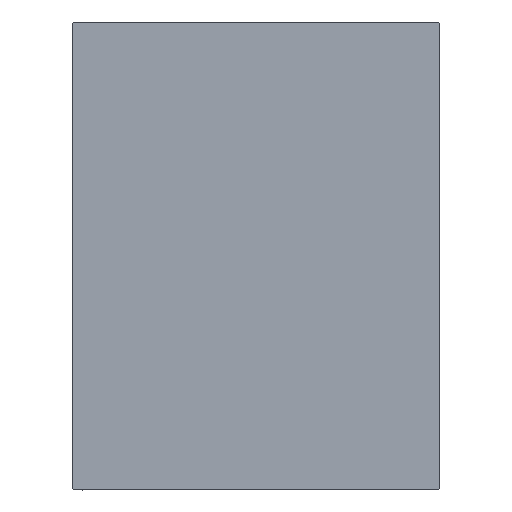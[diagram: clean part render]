
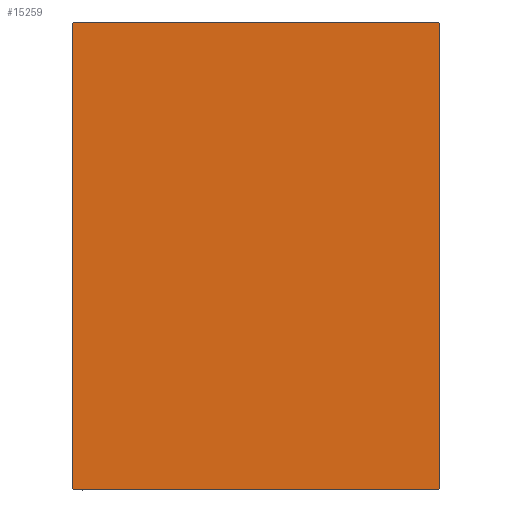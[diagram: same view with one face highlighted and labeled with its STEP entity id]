
A CAD part, left-side view. The second image highlights one B-rep face of the part: STEP entity #15259.
In plain terms, the highlighted face is planar.
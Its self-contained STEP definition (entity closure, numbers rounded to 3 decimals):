
#214 = DIRECTION ( 'NONE',  ( 0., 0., 1. ) ) ;
#642 = AXIS2_PLACEMENT_3D ( 'NONE', #12098, #22969, #28992 ) ;
#1955 = CARTESIAN_POINT ( 'NONE',  ( 173., 62.35, 62.35 ) ) ;
#2566 = CARTESIAN_POINT ( 'NONE',  ( 173., -55., -69.7 ) ) ;
#2861 = EDGE_CURVE ( 'NONE', #39633, #35371, #41048, .T. ) ;
#2877 = EDGE_CURVE ( 'NONE', #42800, #39633, #37500, .T. ) ;
#2963 = EDGE_CURVE ( 'NONE', #35371, #16548, #18401, .T. ) ;
#3168 = DIRECTION ( 'NONE',  ( 0., 1., 0. ) ) ;
#4052 = EDGE_LOOP ( 'NONE', ( #39928, #25687, #43034, #15390, #15678, #21848, #31569, #9311 ) ) ;
#4226 = CARTESIAN_POINT ( 'NONE',  ( 173., -55., 69.7 ) ) ;
#4377 = VECTOR ( 'NONE', #31941, 1000. ) ;
#4737 = EDGE_CURVE ( 'NONE', #38552, #18121, #42770, .T. ) ;
#5775 = VECTOR ( 'NONE', #214, 1000. ) ;
#6476 = CARTESIAN_POINT ( 'NONE',  ( 173., -55., -70. ) ) ;
#7531 = CARTESIAN_POINT ( 'NONE',  ( 173., 55., -70. ) ) ;
#7924 = VECTOR ( 'NONE', #40832, 1000. ) ;
#8985 = FACE_OUTER_BOUND ( 'NONE', #4052, .T. ) ;
#9311 = ORIENTED_EDGE ( 'NONE', *, *, #25914, .T. ) ;
#9731 = CARTESIAN_POINT ( 'NONE',  ( 173., -54.7, 70. ) ) ;
#10004 = CARTESIAN_POINT ( 'NONE',  ( 173., -62.35, 62.35 ) ) ;
#11396 = EDGE_CURVE ( 'NONE', #43886, #38552, #37091, .T. ) ;
#11715 = DIRECTION ( 'NONE',  ( 0., 0., -1. ) ) ;
#12098 = CARTESIAN_POINT ( 'NONE',  ( 173., 0., 0. ) ) ;
#14639 = CARTESIAN_POINT ( 'NONE',  ( 173., 54.7, -70. ) ) ;
#15259 = ADVANCED_FACE ( 'NONE', ( #8985 ), #15873, .T. ) ;
#15390 = ORIENTED_EDGE ( 'NONE', *, *, #2963, .T. ) ;
#15678 = ORIENTED_EDGE ( 'NONE', *, *, #31408, .T. ) ;
#15873 = PLANE ( 'NONE',  #642 ) ;
#16531 = DIRECTION ( 'NONE',  ( 0., -1., 0. ) ) ;
#16548 = VERTEX_POINT ( 'NONE', #32924 ) ;
#18121 = VERTEX_POINT ( 'NONE', #2566 ) ;
#18401 = LINE ( 'NONE', #1955, #4377 ) ;
#18690 = VECTOR ( 'NONE', #3168, 1000. ) ;
#18989 = CARTESIAN_POINT ( 'NONE',  ( 173., 55., -69.7 ) ) ;
#19035 = CARTESIAN_POINT ( 'NONE',  ( 173., -55., 70. ) ) ;
#19865 = CARTESIAN_POINT ( 'NONE',  ( 173., 55., 70. ) ) ;
#20706 = DIRECTION ( 'NONE',  ( 0., 0.707, -0.707 ) ) ;
#20946 = VERTEX_POINT ( 'NONE', #42713 ) ;
#21848 = ORIENTED_EDGE ( 'NONE', *, *, #11396, .T. ) ;
#22969 = DIRECTION ( 'NONE',  ( 1., 0., 0. ) ) ;
#24767 = VECTOR ( 'NONE', #29995, 1000. ) ;
#25687 = ORIENTED_EDGE ( 'NONE', *, *, #2877, .T. ) ;
#25914 = EDGE_CURVE ( 'NONE', #18121, #20946, #27808, .T. ) ;
#27808 = LINE ( 'NONE', #37352, #42718 ) ;
#28992 = DIRECTION ( 'NONE',  ( 0., 0., -1. ) ) ;
#29995 = DIRECTION ( 'NONE',  ( 0., -0.707, -0.707 ) ) ;
#29996 = VECTOR ( 'NONE', #16531, 1000. ) ;
#31076 = CARTESIAN_POINT ( 'NONE',  ( 173., 62.35, -62.35 ) ) ;
#31408 = EDGE_CURVE ( 'NONE', #16548, #43886, #37615, .T. ) ;
#31569 = ORIENTED_EDGE ( 'NONE', *, *, #4737, .T. ) ;
#31869 = EDGE_CURVE ( 'NONE', #20946, #42800, #36892, .T. ) ;
#31941 = DIRECTION ( 'NONE',  ( 0., -0.707, 0.707 ) ) ;
#32924 = CARTESIAN_POINT ( 'NONE',  ( 173., 54.7, 70. ) ) ;
#32966 = CARTESIAN_POINT ( 'NONE',  ( 173., 55., 69.7 ) ) ;
#35371 = VERTEX_POINT ( 'NONE', #32966 ) ;
#36892 = LINE ( 'NONE', #6476, #18690 ) ;
#37091 = LINE ( 'NONE', #10004, #24767 ) ;
#37352 = CARTESIAN_POINT ( 'NONE',  ( 173., -62.35, -62.35 ) ) ;
#37500 = LINE ( 'NONE', #31076, #7924 ) ;
#37615 = LINE ( 'NONE', #19865, #29996 ) ;
#38552 = VERTEX_POINT ( 'NONE', #4226 ) ;
#39633 = VERTEX_POINT ( 'NONE', #18989 ) ;
#39928 = ORIENTED_EDGE ( 'NONE', *, *, #31869, .T. ) ;
#39932 = VECTOR ( 'NONE', #11715, 1000. ) ;
#40832 = DIRECTION ( 'NONE',  ( 0., 0.707, 0.707 ) ) ;
#41048 = LINE ( 'NONE', #7531, #5775 ) ;
#42713 = CARTESIAN_POINT ( 'NONE',  ( 173., -54.7, -70. ) ) ;
#42718 = VECTOR ( 'NONE', #20706, 1000. ) ;
#42770 = LINE ( 'NONE', #19035, #39932 ) ;
#42800 = VERTEX_POINT ( 'NONE', #14639 ) ;
#43034 = ORIENTED_EDGE ( 'NONE', *, *, #2861, .T. ) ;
#43886 = VERTEX_POINT ( 'NONE', #9731 ) ;
